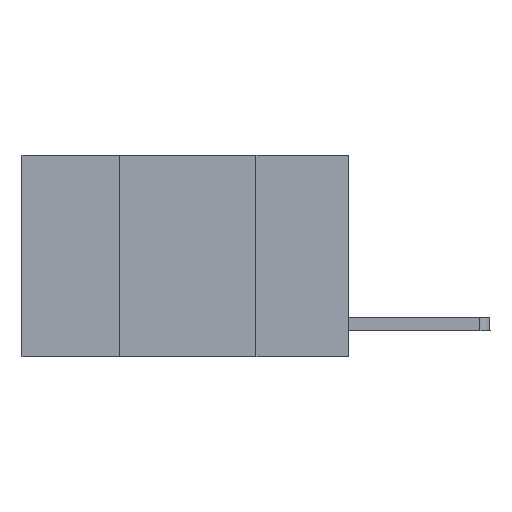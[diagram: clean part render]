
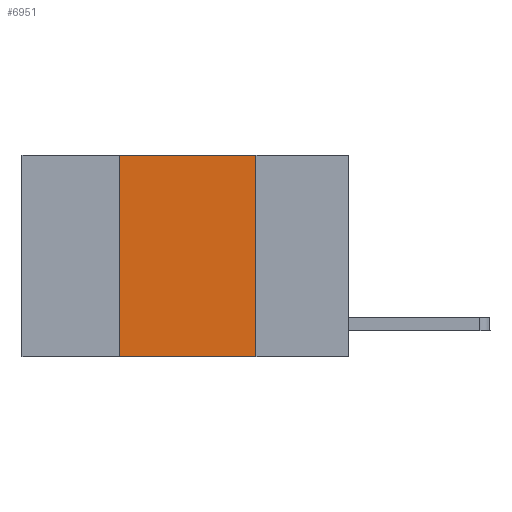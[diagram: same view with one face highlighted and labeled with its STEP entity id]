
A CAD part, left-side view. The second image highlights one B-rep face of the part: STEP entity #6951.
In plain terms, the highlighted planar face has unit normal (-1, 0, 0).
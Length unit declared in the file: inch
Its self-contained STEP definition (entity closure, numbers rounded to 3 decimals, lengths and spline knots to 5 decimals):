
#352 = PLANE ( 'NONE',  #6914 ) ;
#729 = ORIENTED_EDGE ( 'NONE', *, *, #9702, .F. ) ;
#1029 = CARTESIAN_POINT ( 'NONE',  ( 0., 0.17, -0.37 ) ) ;
#1102 = FACE_OUTER_BOUND ( 'NONE', #2985, .T. ) ;
#1270 = DIRECTION ( 'NONE',  ( 1., 0., 0. ) ) ;
#1273 = VECTOR ( 'NONE', #4773, 39.37008 ) ;
#1402 = VERTEX_POINT ( 'NONE', #3858 ) ;
#1514 = LINE ( 'NONE', #6170, #1273 ) ;
#2985 = EDGE_LOOP ( 'NONE', ( #729, #7613, #9059, #8433 ) ) ;
#3266 = LINE ( 'NONE', #5782, #7720 ) ;
#3649 = CARTESIAN_POINT ( 'NONE',  ( 0., 0.6, 0. ) ) ;
#3858 = CARTESIAN_POINT ( 'NONE',  ( 0., 0.42, 0. ) ) ;
#4773 = DIRECTION ( 'NONE',  ( 0., 0., -1. ) ) ;
#5046 = DIRECTION ( 'NONE',  ( 0., -1., 0. ) ) ;
#5133 = CARTESIAN_POINT ( 'NONE',  ( 0., 0.42, 0. ) ) ;
#5687 = VERTEX_POINT ( 'NONE', #7893 ) ;
#5712 = EDGE_CURVE ( 'NONE', #9171, #7317, #3266, .T. ) ;
#5782 = CARTESIAN_POINT ( 'NONE',  ( 0., 0.6, -0.37 ) ) ;
#5934 = EDGE_CURVE ( 'NONE', #1402, #5687, #5952, .T. ) ;
#5952 = LINE ( 'NONE', #6727, #8563 ) ;
#6170 = CARTESIAN_POINT ( 'NONE',  ( 0., 0.17, 0. ) ) ;
#6459 = EDGE_CURVE ( 'NONE', #9171, #1402, #9105, .T. ) ;
#6565 = DIRECTION ( 'NONE',  ( 0., -1., 0. ) ) ;
#6727 = CARTESIAN_POINT ( 'NONE',  ( 0., 0.6, 0. ) ) ;
#6914 = AXIS2_PLACEMENT_3D ( 'NONE', #3649, #1270, #7789 ) ;
#6951 = ADVANCED_FACE ( 'NONE', ( #1102 ), #352, .F. ) ;
#7317 = VERTEX_POINT ( 'NONE', #1029 ) ;
#7613 = ORIENTED_EDGE ( 'NONE', *, *, #5934, .F. ) ;
#7720 = VECTOR ( 'NONE', #6565, 39.37008 ) ;
#7789 = DIRECTION ( 'NONE',  ( 0., 0., -1. ) ) ;
#7893 = CARTESIAN_POINT ( 'NONE',  ( 0., 0.17, 0. ) ) ;
#8331 = DIRECTION ( 'NONE',  ( 0., 0., 1. ) ) ;
#8429 = VECTOR ( 'NONE', #8331, 39.37008 ) ;
#8433 = ORIENTED_EDGE ( 'NONE', *, *, #5712, .T. ) ;
#8563 = VECTOR ( 'NONE', #5046, 39.37008 ) ;
#9059 = ORIENTED_EDGE ( 'NONE', *, *, #6459, .F. ) ;
#9105 = LINE ( 'NONE', #5133, #8429 ) ;
#9171 = VERTEX_POINT ( 'NONE', #9177 ) ;
#9177 = CARTESIAN_POINT ( 'NONE',  ( 0., 0.42, -0.37 ) ) ;
#9702 = EDGE_CURVE ( 'NONE', #5687, #7317, #1514, .T. ) ;
